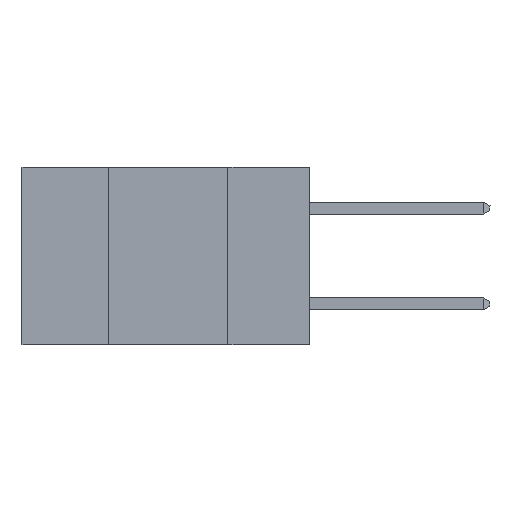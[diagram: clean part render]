
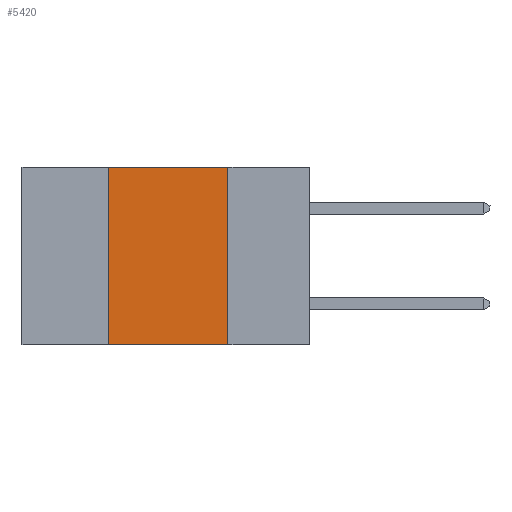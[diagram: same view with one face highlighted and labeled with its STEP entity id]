
A CAD part, left-side view. The second image highlights one B-rep face of the part: STEP entity #5420.
In plain terms, the highlighted planar face has unit normal (-1, 0, 0).
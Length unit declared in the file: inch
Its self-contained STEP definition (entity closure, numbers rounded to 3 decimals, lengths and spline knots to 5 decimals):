
#453 = VECTOR ( 'NONE', #652, 39.37008 ) ;
#652 = DIRECTION ( 'NONE',  ( 0., 0., 1. ) ) ;
#692 = VECTOR ( 'NONE', #6188, 39.37008 ) ;
#1218 = DIRECTION ( 'NONE',  ( 1., 0., 0. ) ) ;
#1472 = EDGE_CURVE ( 'NONE', #9758, #9413, #3421, .T. ) ;
#1549 = EDGE_CURVE ( 'NONE', #9413, #2650, #7059, .T. ) ;
#1615 = DIRECTION ( 'NONE',  ( 0., 0., -1. ) ) ;
#1763 = EDGE_CURVE ( 'NONE', #4232, #2650, #7188, .T. ) ;
#2080 = CARTESIAN_POINT ( 'NONE',  ( 0., 0.6, 0. ) ) ;
#2112 = CARTESIAN_POINT ( 'NONE',  ( 0., 0.42, 0. ) ) ;
#2641 = CARTESIAN_POINT ( 'NONE',  ( 0., 0.42, -0.37 ) ) ;
#2650 = VERTEX_POINT ( 'NONE', #7851 ) ;
#3421 = LINE ( 'NONE', #10425, #692 ) ;
#3634 = EDGE_LOOP ( 'NONE', ( #4429, #6806, #4692, #9690 ) ) ;
#4232 = VERTEX_POINT ( 'NONE', #2641 ) ;
#4429 = ORIENTED_EDGE ( 'NONE', *, *, #1549, .F. ) ;
#4692 = ORIENTED_EDGE ( 'NONE', *, *, #7384, .F. ) ;
#4804 = VECTOR ( 'NONE', #6458, 39.37008 ) ;
#5420 = ADVANCED_FACE ( 'NONE', ( #9340 ), #11008, .F. ) ;
#6188 = DIRECTION ( 'NONE',  ( 0., -1., 0. ) ) ;
#6458 = DIRECTION ( 'NONE',  ( 0., -1., 0. ) ) ;
#6563 = AXIS2_PLACEMENT_3D ( 'NONE', #2080, #1218, #7534 ) ;
#6669 = CARTESIAN_POINT ( 'NONE',  ( 0., 0.6, -0.37 ) ) ;
#6806 = ORIENTED_EDGE ( 'NONE', *, *, #1472, .F. ) ;
#7059 = LINE ( 'NONE', #8035, #9151 ) ;
#7188 = LINE ( 'NONE', #6669, #4804 ) ;
#7384 = EDGE_CURVE ( 'NONE', #4232, #9758, #7686, .T. ) ;
#7534 = DIRECTION ( 'NONE',  ( 0., 0., -1. ) ) ;
#7686 = LINE ( 'NONE', #10467, #453 ) ;
#7851 = CARTESIAN_POINT ( 'NONE',  ( 0., 0.17, -0.37 ) ) ;
#8035 = CARTESIAN_POINT ( 'NONE',  ( 0., 0.17, 0. ) ) ;
#9151 = VECTOR ( 'NONE', #1615, 39.37008 ) ;
#9340 = FACE_OUTER_BOUND ( 'NONE', #3634, .T. ) ;
#9413 = VERTEX_POINT ( 'NONE', #10617 ) ;
#9690 = ORIENTED_EDGE ( 'NONE', *, *, #1763, .T. ) ;
#9758 = VERTEX_POINT ( 'NONE', #2112 ) ;
#10425 = CARTESIAN_POINT ( 'NONE',  ( 0., 0.6, 0. ) ) ;
#10467 = CARTESIAN_POINT ( 'NONE',  ( 0., 0.42, 0. ) ) ;
#10617 = CARTESIAN_POINT ( 'NONE',  ( 0., 0.17, 0. ) ) ;
#11008 = PLANE ( 'NONE',  #6563 ) ;
